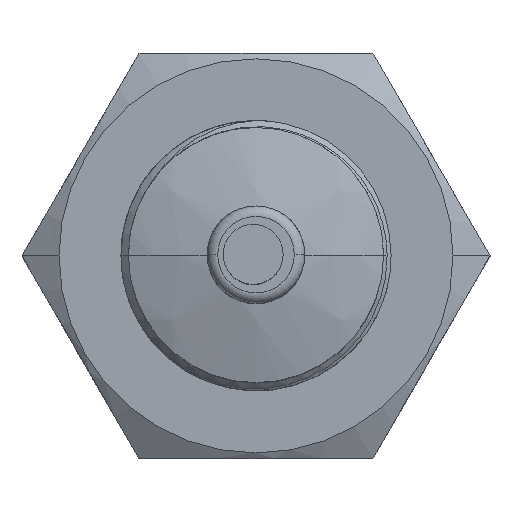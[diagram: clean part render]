
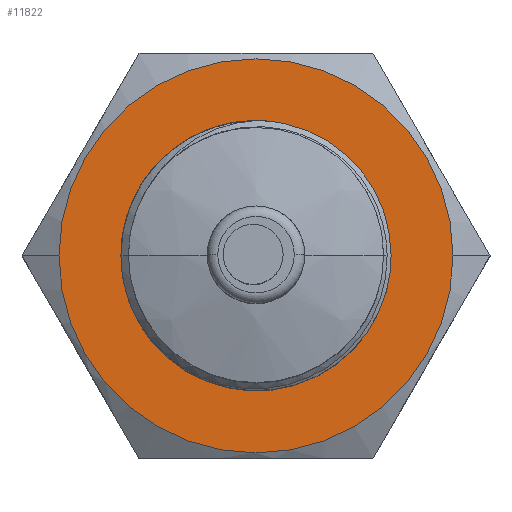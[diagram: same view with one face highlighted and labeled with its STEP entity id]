
A CAD part, top view. The second image highlights one B-rep face of the part: STEP entity #11822.
In plain terms, the highlighted planar face has unit normal (0, 0, 1).
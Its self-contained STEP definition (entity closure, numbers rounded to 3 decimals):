
#647 = AXIS2_PLACEMENT_3D ( 'NONE', #26197, #34084, #38020 ) ;
#1162 = CARTESIAN_POINT ( 'NONE',  ( 13.125, 0., 23. ) ) ;
#2037 = AXIS2_PLACEMENT_3D ( 'NONE', #48563, #20730, #40743 ) ;
#2189 = VERTEX_POINT ( 'NONE', #25317 ) ;
#3195 = VERTEX_POINT ( 'NONE', #33278 ) ;
#3583 = AXIS2_PLACEMENT_3D ( 'NONE', #12726, #43540, #43882 ) ;
#4696 = EDGE_CURVE ( 'NONE', #33468, #2189, #33585, .T. ) ;
#6720 = EDGE_CURVE ( 'NONE', #7414, #3195, #39635, .T. ) ;
#7158 = DIRECTION ( 'NONE',  ( 1., 0., 0. ) ) ;
#7414 = VERTEX_POINT ( 'NONE', #1162 ) ;
#8766 = FACE_OUTER_BOUND ( 'NONE', #33183, .T. ) ;
#9058 = EDGE_CURVE ( 'NONE', #3195, #7414, #16901, .T. ) ;
#11822 = ADVANCED_FACE ( 'NONE', ( #33218, #8766 ), #25785, .T. ) ;
#12726 = CARTESIAN_POINT ( 'NONE',  ( 0., 0., 23. ) ) ;
#14668 = DIRECTION ( 'NONE',  ( 0., 0., -1. ) ) ;
#15531 = ORIENTED_EDGE ( 'NONE', *, *, #6720, .F. ) ;
#16901 = CIRCLE ( 'NONE', #2037, 13.125 ) ;
#18305 = ORIENTED_EDGE ( 'NONE', *, *, #4696, .T. ) ;
#19189 = ORIENTED_EDGE ( 'NONE', *, *, #31746, .T. ) ;
#20730 = DIRECTION ( 'NONE',  ( 0., 0., -1. ) ) ;
#25317 = CARTESIAN_POINT ( 'NONE',  ( 8.027, 0., 23. ) ) ;
#25785 = PLANE ( 'NONE',  #36883 ) ;
#26197 = CARTESIAN_POINT ( 'NONE',  ( 0., 0., 23. ) ) ;
#30576 = DIRECTION ( 'NONE',  ( 0., 0., 1. ) ) ;
#31176 = ORIENTED_EDGE ( 'NONE', *, *, #9058, .F. ) ;
#31695 = CARTESIAN_POINT ( 'NONE',  ( -8.027, 0., 23. ) ) ;
#31746 = EDGE_CURVE ( 'NONE', #2189, #33468, #46907, .T. ) ;
#33183 = EDGE_LOOP ( 'NONE', ( #31176, #15531 ) ) ;
#33218 = FACE_BOUND ( 'NONE', #38021, .T. ) ;
#33278 = CARTESIAN_POINT ( 'NONE',  ( -13.125, 0., 23. ) ) ;
#33468 = VERTEX_POINT ( 'NONE', #31695 ) ;
#33585 = CIRCLE ( 'NONE', #3583, 8.027 ) ;
#34084 = DIRECTION ( 'NONE',  ( 0., 0., -1. ) ) ;
#36883 = AXIS2_PLACEMENT_3D ( 'NONE', #38643, #30576, #7158 ) ;
#37931 = DIRECTION ( 'NONE',  ( -1., 0., 0. ) ) ;
#38020 = DIRECTION ( 'NONE',  ( 1., 0., 0. ) ) ;
#38021 = EDGE_LOOP ( 'NONE', ( #19189, #18305 ) ) ;
#38643 = CARTESIAN_POINT ( 'NONE',  ( 7.794, -13.5, 23. ) ) ;
#39635 = CIRCLE ( 'NONE', #45550, 13.125 ) ;
#40743 = DIRECTION ( 'NONE',  ( -1., 0., 0. ) ) ;
#43540 = DIRECTION ( 'NONE',  ( 0., 0., -1. ) ) ;
#43882 = DIRECTION ( 'NONE',  ( 1., 0., 0. ) ) ;
#45550 = AXIS2_PLACEMENT_3D ( 'NONE', #46385, #14668, #37931 ) ;
#46385 = CARTESIAN_POINT ( 'NONE',  ( 0., 0., 23. ) ) ;
#46907 = CIRCLE ( 'NONE', #647, 8.027 ) ;
#48563 = CARTESIAN_POINT ( 'NONE',  ( 0., 0., 23. ) ) ;
